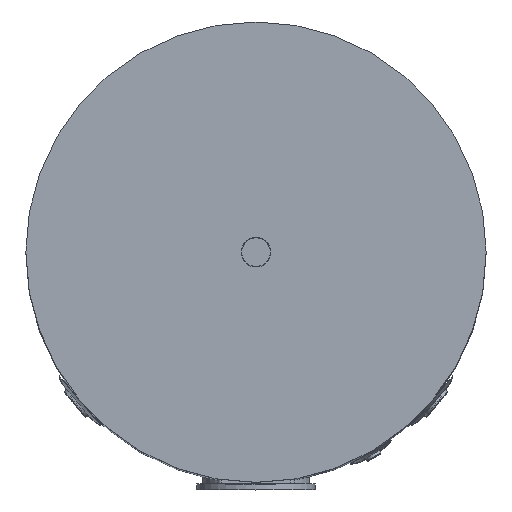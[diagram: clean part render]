
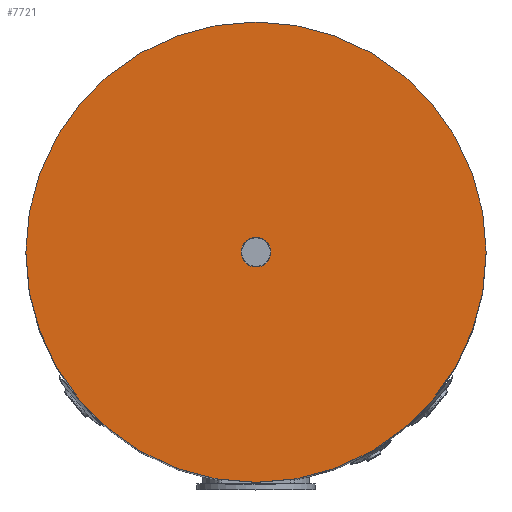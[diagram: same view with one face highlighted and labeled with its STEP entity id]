
A CAD part, top view. The second image highlights one B-rep face of the part: STEP entity #7721.
In plain terms, the highlighted planar face has unit normal (0, 0, 1).
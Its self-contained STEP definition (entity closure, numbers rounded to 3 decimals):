
#1180=PLANE($,#8641);
#1587=FACE_BOUND($,#2794,.T.);
#2132=FACE_OUTER_BOUND($,#2793,.T.);
#2793=EDGE_LOOP($,(#6915));
#2794=EDGE_LOOP($,(#6916));
#3383=CIRCLE($,#8642,388.5);
#3384=CIRCLE($,#8643,25.);
#4101=VERTEX_POINT($,#17168);
#4102=VERTEX_POINT($,#17170);
#5091=EDGE_CURVE($,#4101,#4101,#3383,.T.);
#5092=EDGE_CURVE($,#4102,#4102,#3384,.T.);
#6915=ORIENTED_EDGE($,*,*,#5091,.F.);
#6916=ORIENTED_EDGE($,*,*,#5092,.F.);
#7721=ADVANCED_FACE($,(#2132,#1587),#1180,.T.);
#8641=AXIS2_PLACEMENT_3D($,#17167,#10786,#10787);
#8642=AXIS2_PLACEMENT_3D($,#17169,#10788,#10789);
#8643=AXIS2_PLACEMENT_3D($,#17171,#10790,#10791);
#10786=DIRECTION('center_axis',(0.,0.,1.));
#10787=DIRECTION('ref_axis',(1.,0.,0.));
#10788=DIRECTION('center_axis',(0.,0.,-1.));
#10789=DIRECTION('ref_axis',(1.,0.,0.));
#10790=DIRECTION('center_axis',(0.,0.,1.));
#10791=DIRECTION('ref_axis',(1.,0.,0.));
#17167=CARTESIAN_POINT('Origin',(0.,0.,1310.));
#17168=CARTESIAN_POINT('',(0.,388.5,1310.));
#17169=CARTESIAN_POINT('Origin',(0.,0.,1310.));
#17170=CARTESIAN_POINT('',(0.,-25.,1310.));
#17171=CARTESIAN_POINT('Origin',(0.,0.,1310.));
